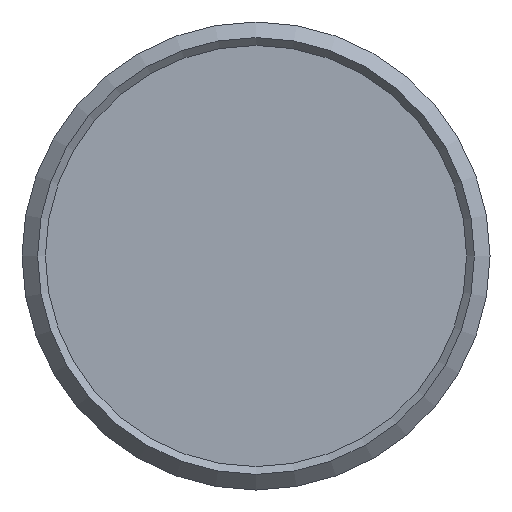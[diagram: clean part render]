
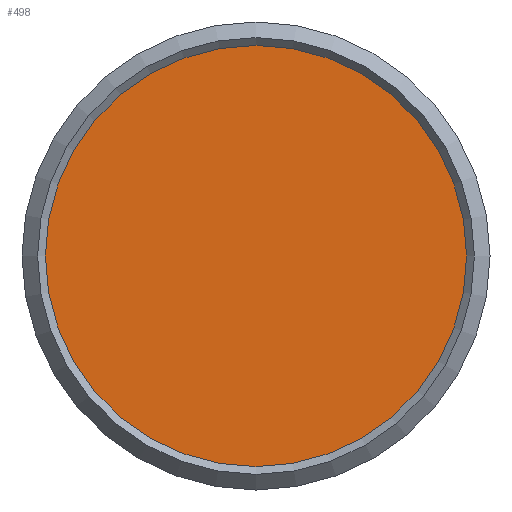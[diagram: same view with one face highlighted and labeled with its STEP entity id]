
A CAD part, front view. The second image highlights one B-rep face of the part: STEP entity #498.
In plain terms, the highlighted planar face has unit normal (0, -1, 0).
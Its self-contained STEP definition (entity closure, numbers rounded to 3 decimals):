
#37=PLANE('',#560);
#50=FACE_OUTER_BOUND('',#83,.T.);
#83=EDGE_LOOP('',(#343));
#160=CIRCLE('',#551,13.5);
#207=VERTEX_POINT('',#811);
#255=EDGE_CURVE('',#207,#207,#160,.T.);
#343=ORIENTED_EDGE('',*,*,#255,.F.);
#498=ADVANCED_FACE('',(#50),#37,.T.);
#551=AXIS2_PLACEMENT_3D('',#812,#639,#640);
#560=AXIS2_PLACEMENT_3D('',#830,#661,#662);
#639=DIRECTION('center_axis',(0.,1.,0.));
#640=DIRECTION('ref_axis',(-1.,0.,0.));
#661=DIRECTION('center_axis',(0.,-1.,0.));
#662=DIRECTION('ref_axis',(0.,0.,-1.));
#811=CARTESIAN_POINT('',(13.5,0.5,0.));
#812=CARTESIAN_POINT('Origin',(0.,0.5,
0.));
#830=CARTESIAN_POINT('Origin',(6.75,0.5,0.));
